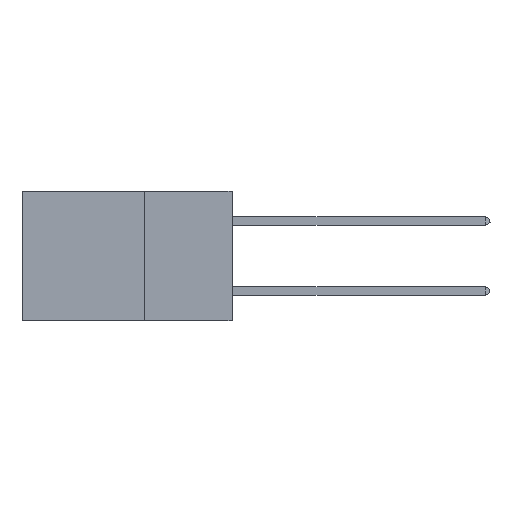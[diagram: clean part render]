
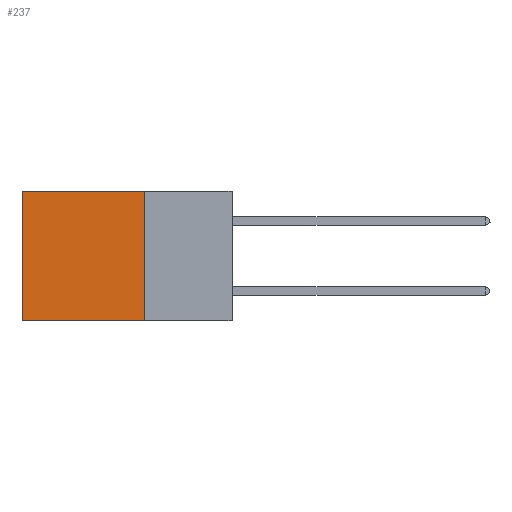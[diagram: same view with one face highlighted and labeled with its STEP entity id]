
A CAD part, left-side view. The second image highlights one B-rep face of the part: STEP entity #237.
In plain terms, the highlighted planar face has unit normal (-1, 0, 0).
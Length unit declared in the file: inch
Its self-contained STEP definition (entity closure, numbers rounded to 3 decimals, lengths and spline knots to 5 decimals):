
#237 = ADVANCED_FACE ( 'NONE', ( #16691 ), #1015, .F. ) ;
#245 = AXIS2_PLACEMENT_3D ( 'NONE', #6720, #3902, #15289 ) ;
#1015 = PLANE ( 'NONE',  #245 ) ;
#1654 = CARTESIAN_POINT ( 'NONE',  ( 0.2875, 0.25, 0. ) ) ;
#1833 = EDGE_CURVE ( 'NONE', #7222, #12844, #8785, .T. ) ;
#2168 = VECTOR ( 'NONE', #6511, 39.37008 ) ;
#3107 = DIRECTION ( 'NONE',  ( 0., 0., -1. ) ) ;
#3902 = DIRECTION ( 'NONE',  ( 1., 0., 0. ) ) ;
#4082 = VECTOR ( 'NONE', #3107, 39.37008 ) ;
#4318 = VECTOR ( 'NONE', #16501, 39.37008 ) ;
#4919 = CARTESIAN_POINT ( 'NONE',  ( 0.2875, 0.25, 0. ) ) ;
#6511 = DIRECTION ( 'NONE',  ( 0., 1., 0. ) ) ;
#6574 = VERTEX_POINT ( 'NONE', #1654 ) ;
#6720 = CARTESIAN_POINT ( 'NONE',  ( 0.2875, 0.25, 0. ) ) ;
#7222 = VERTEX_POINT ( 'NONE', #17675 ) ;
#7553 = CARTESIAN_POINT ( 'NONE',  ( 0.2875, 0.6, 0. ) ) ;
#8294 = ORIENTED_EDGE ( 'NONE', *, *, #15260, .F. ) ;
#8785 = LINE ( 'NONE', #10900, #2168 ) ;
#9313 = LINE ( 'NONE', #4919, #10294 ) ;
#10294 = VECTOR ( 'NONE', #12173, 39.37008 ) ;
#10314 = LINE ( 'NONE', #10585, #4082 ) ;
#10585 = CARTESIAN_POINT ( 'NONE',  ( 0.2875, 0.25, 0. ) ) ;
#10895 = CARTESIAN_POINT ( 'NONE',  ( 0.2875, 0.6, -0.37 ) ) ;
#10900 = CARTESIAN_POINT ( 'NONE',  ( 0.2875, 0.25, -0.37 ) ) ;
#11119 = EDGE_CURVE ( 'NONE', #17426, #12844, #13792, .T. ) ;
#11548 = EDGE_CURVE ( 'NONE', #6574, #17426, #9313, .T. ) ;
#12173 = DIRECTION ( 'NONE',  ( 0., 1., 0. ) ) ;
#12408 = ORIENTED_EDGE ( 'NONE', *, *, #1833, .F. ) ;
#12844 = VERTEX_POINT ( 'NONE', #10895 ) ;
#13792 = LINE ( 'NONE', #17899, #4318 ) ;
#15104 = ORIENTED_EDGE ( 'NONE', *, *, #11548, .T. ) ;
#15260 = EDGE_CURVE ( 'NONE', #6574, #7222, #10314, .T. ) ;
#15289 = DIRECTION ( 'NONE',  ( 0., 0., -1. ) ) ;
#16153 = ORIENTED_EDGE ( 'NONE', *, *, #11119, .T. ) ;
#16501 = DIRECTION ( 'NONE',  ( 0., 0., -1. ) ) ;
#16691 = FACE_OUTER_BOUND ( 'NONE', #17997, .T. ) ;
#17426 = VERTEX_POINT ( 'NONE', #7553 ) ;
#17675 = CARTESIAN_POINT ( 'NONE',  ( 0.2875, 0.25, -0.37 ) ) ;
#17899 = CARTESIAN_POINT ( 'NONE',  ( 0.2875, 0.6, 0. ) ) ;
#17997 = EDGE_LOOP ( 'NONE', ( #16153, #12408, #8294, #15104 ) ) ;
